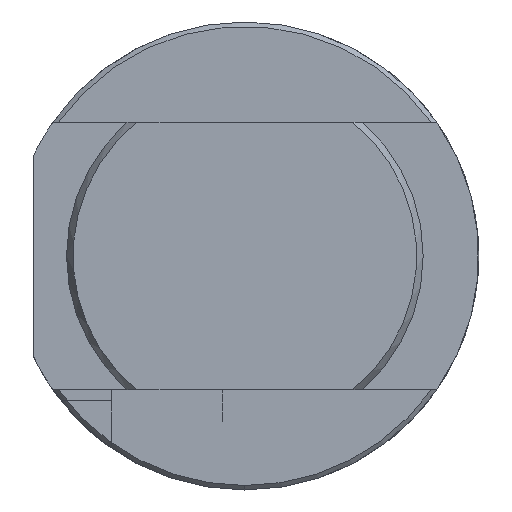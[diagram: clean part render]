
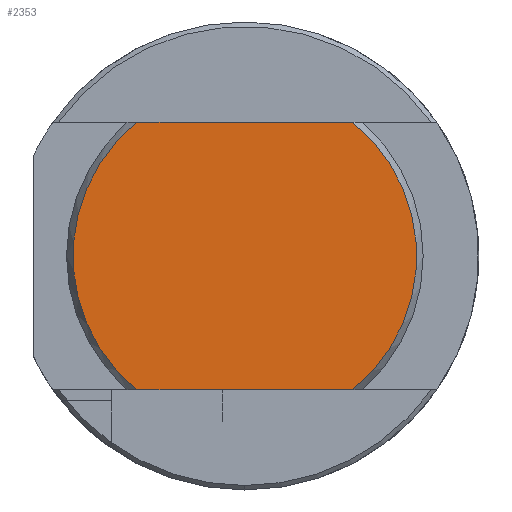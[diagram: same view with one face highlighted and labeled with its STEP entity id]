
A CAD part, left-side view. The second image highlights one B-rep face of the part: STEP entity #2353.
In plain terms, the highlighted planar face has unit normal (-1, 0, 0).
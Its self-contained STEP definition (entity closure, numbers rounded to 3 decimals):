
#43 = CARTESIAN_POINT ( 'NONE',  ( 0., 0., 0. ) ) ;
#44 = PLANE ( 'NONE',  #2850 ) ;
#45 = DIRECTION ( 'NONE',  ( 1., 0., 0. ) ) ;
#46 = DIRECTION ( 'NONE',  ( 0., 0., -1. ) ) ;
#879 = EDGE_LOOP ( 'NONE', ( #1417, #1419, #1426, #1418 ) ) ;
#1417 = ORIENTED_EDGE ( 'NONE', *, *, #2650, .T. ) ;
#1418 = ORIENTED_EDGE ( 'NONE', *, *, #2649, .F. ) ;
#1419 = ORIENTED_EDGE ( 'NONE', *, *, #2651, .F. ) ;
#1426 = ORIENTED_EDGE ( 'NONE', *, *, #2657, .T. ) ;
#1617 = FACE_OUTER_BOUND ( 'NONE', #879, .T. ) ;
#2058 = LINE ( 'NONE', #3549, #2067 ) ;
#2062 = VECTOR ( 'NONE', #3562, 1000. ) ;
#2067 = VECTOR ( 'NONE', #3557, 1000. ) ;
#2068 = LINE ( 'NONE', #3553, #2062 ) ;
#2069 = CIRCLE ( 'NONE', #3046, 7.711 ) ;
#2078 = CIRCLE ( 'NONE', #3049, 7.711 ) ;
#2353 = ADVANCED_FACE ( 'NONE', ( #1617 ), #44, .F. ) ;
#2649 = EDGE_CURVE ( 'NONE', #3791, #3786, #2058, .T. ) ;
#2650 = EDGE_CURVE ( 'NONE', #3791, #3792, #2069, .T. ) ;
#2651 = EDGE_CURVE ( 'NONE', #3784, #3792, #2068, .T. ) ;
#2657 = EDGE_CURVE ( 'NONE', #3784, #3786, #2078, .T. ) ;
#2850 = AXIS2_PLACEMENT_3D ( 'NONE', #43, #45, #46 ) ;
#3046 = AXIS2_PLACEMENT_3D ( 'NONE', #3556, #3559, #3560 ) ;
#3049 = AXIS2_PLACEMENT_3D ( 'NONE', #3573, #3580, #3581 ) ;
#3549 = CARTESIAN_POINT ( 'NONE',  ( 0., 8.617, -6. ) ) ;
#3553 = CARTESIAN_POINT ( 'NONE',  ( 0., 8.617, 6. ) ) ;
#3556 = CARTESIAN_POINT ( 'NONE',  ( 0., 0., 0. ) ) ;
#3557 = DIRECTION ( 'NONE',  ( 0., 1., 0. ) ) ;
#3559 = DIRECTION ( 'NONE',  ( -1., 0., 0. ) ) ;
#3560 = DIRECTION ( 'NONE',  ( 0., 0., -1. ) ) ;
#3562 = DIRECTION ( 'NONE',  ( 0., -1., 0. ) ) ;
#3573 = CARTESIAN_POINT ( 'NONE',  ( 0., 0., 0. ) ) ;
#3580 = DIRECTION ( 'NONE',  ( -1., 0., 0. ) ) ;
#3581 = DIRECTION ( 'NONE',  ( 0., 0., -1. ) ) ;
#3784 = VERTEX_POINT ( 'NONE', #4395 ) ;
#3786 = VERTEX_POINT ( 'NONE', #4397 ) ;
#3791 = VERTEX_POINT ( 'NONE', #4402 ) ;
#3792 = VERTEX_POINT ( 'NONE', #4403 ) ;
#4395 = CARTESIAN_POINT ( 'NONE',  ( 0., 4.844, 6. ) ) ;
#4397 = CARTESIAN_POINT ( 'NONE',  ( 0., 4.844, -6. ) ) ;
#4402 = CARTESIAN_POINT ( 'NONE',  ( 0., -4.844, -6. ) ) ;
#4403 = CARTESIAN_POINT ( 'NONE',  ( 0., -4.844, 6. ) ) ;
